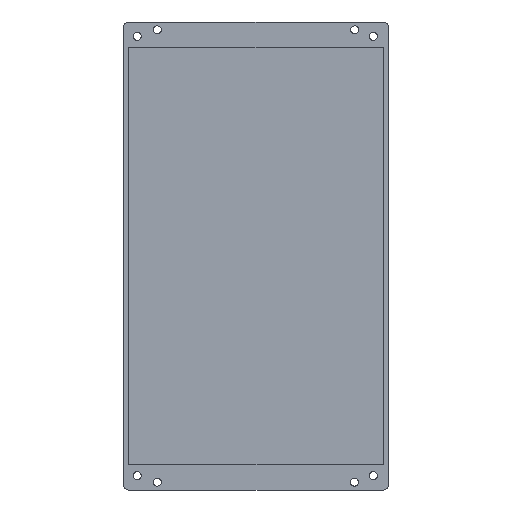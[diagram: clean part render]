
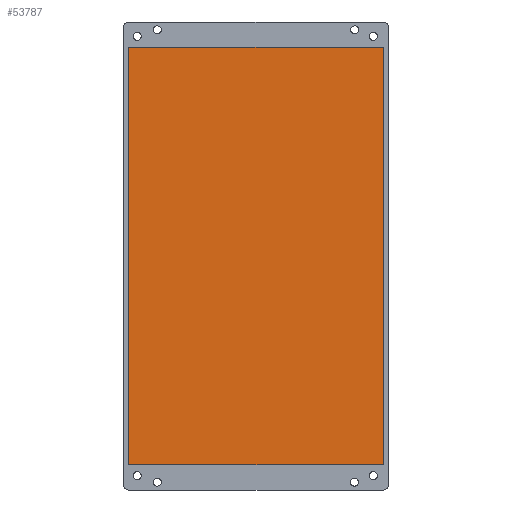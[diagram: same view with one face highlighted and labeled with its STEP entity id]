
A CAD part, front view. The second image highlights one B-rep face of the part: STEP entity #53787.
In plain terms, the highlighted planar face has unit normal (0, -1, 0).
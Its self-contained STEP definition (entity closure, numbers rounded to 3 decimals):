
#195=PLANE('',#56763);
#2593=FACE_OUTER_BOUND('',#5245,.T.);
#5245=EDGE_LOOP('',(#37141,#37142,#37143,#37144));
#7935=LINE('',#73974,#15520);
#7936=LINE('',#73976,#15521);
#7937=LINE('',#73978,#15522);
#7938=LINE('',#73979,#15523);
#15520=VECTOR('',#60051,10.);
#15521=VECTOR('',#60052,10.);
#15522=VECTOR('',#60053,10.);
#15523=VECTOR('',#60054,10.);
#23625=VERTEX_POINT('',#73972);
#23626=VERTEX_POINT('',#73973);
#23627=VERTEX_POINT('',#73975);
#23628=VERTEX_POINT('',#73977);
#28950=EDGE_CURVE('',#23625,#23626,#7935,.T.);
#28951=EDGE_CURVE('',#23626,#23627,#7936,.T.);
#28952=EDGE_CURVE('',#23627,#23628,#7937,.T.);
#28953=EDGE_CURVE('',#23628,#23625,#7938,.T.);
#37141=ORIENTED_EDGE('',*,*,#28950,.T.);
#37142=ORIENTED_EDGE('',*,*,#28951,.T.);
#37143=ORIENTED_EDGE('',*,*,#28952,.T.);
#37144=ORIENTED_EDGE('',*,*,#28953,.T.);
#53787=ADVANCED_FACE('',(#2593),#195,.T.);
#56763=AXIS2_PLACEMENT_3D('',#73971,#60049,#60050);
#60049=DIRECTION('center_axis',(0.,-1.,0.));
#60050=DIRECTION('ref_axis',(0.,0.,-1.));
#60051=DIRECTION('',(-1.,0.,0.));
#60052=DIRECTION('',(0.,0.,-1.));
#60053=DIRECTION('',(1.,0.,0.));
#60054=DIRECTION('',(0.,0.,1.));
#73971=CARTESIAN_POINT('Origin',(-50.7,-0.8,-83.15));
#73972=CARTESIAN_POINT('',(0.,-0.8,0.));
#73973=CARTESIAN_POINT('',(-101.4,-0.8,0.));
#73974=CARTESIAN_POINT('',(0.,-0.8,0.));
#73975=CARTESIAN_POINT('',(-101.4,-0.8,-166.3));
#73976=CARTESIAN_POINT('',(-101.4,-0.8,0.));
#73977=CARTESIAN_POINT('',(0.,-0.8,-166.3));
#73978=CARTESIAN_POINT('',(-101.4,-0.8,-166.3));
#73979=CARTESIAN_POINT('',(0.,-0.8,-166.3));
